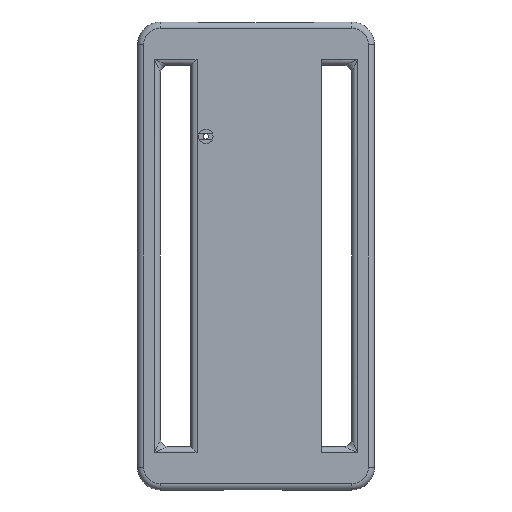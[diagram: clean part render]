
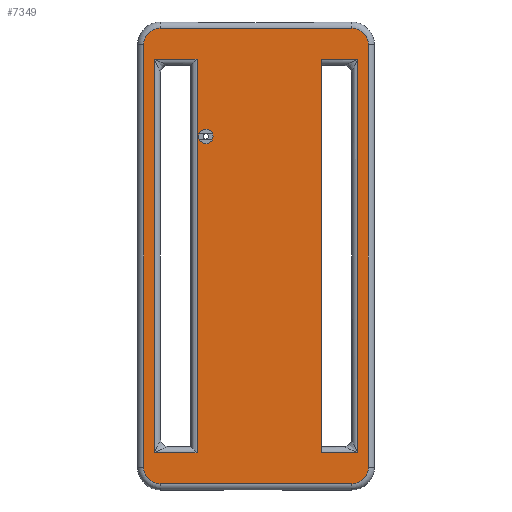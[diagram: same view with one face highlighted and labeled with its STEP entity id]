
A CAD part, front view. The second image highlights one B-rep face of the part: STEP entity #7349.
In plain terms, the highlighted planar face has unit normal (0, -1, 0).
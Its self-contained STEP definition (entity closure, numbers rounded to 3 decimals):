
#17 = DIRECTION ( 'NONE',  ( 0., 1., 0. ) ) ;
#40 = EDGE_CURVE ( 'NONE', #3442, #7594, #299, .T. ) ;
#124 = DIRECTION ( 'NONE',  ( 1., 0., 0. ) ) ;
#203 = EDGE_CURVE ( 'NONE', #7594, #3971, #6666, .T. ) ;
#256 = FACE_BOUND ( 'NONE', #2713, .T. ) ;
#299 = LINE ( 'NONE', #7540, #2342 ) ;
#300 = EDGE_CURVE ( 'NONE', #1852, #6022, #5416, .T. ) ;
#337 = FACE_OUTER_BOUND ( 'NONE', #7670, .T. ) ;
#372 = DIRECTION ( 'NONE',  ( 0., 1., 0. ) ) ;
#387 = LINE ( 'NONE', #7003, #6721 ) ;
#392 = CARTESIAN_POINT ( 'NONE',  ( 13.33, 0., 39.85 ) ) ;
#397 = EDGE_CURVE ( 'NONE', #4884, #612, #2424, .T. ) ;
#457 = VECTOR ( 'NONE', #2051, 1000. ) ;
#460 = DIRECTION ( 'NONE',  ( 0., 0., 1. ) ) ;
#533 = DIRECTION ( 'NONE',  ( 0., 1., 0. ) ) ;
#553 = VECTOR ( 'NONE', #7489, 1000. ) ;
#569 = CARTESIAN_POINT ( 'NONE',  ( -7.73, 0., 39.85 ) ) ;
#612 = VERTEX_POINT ( 'NONE', #3965 ) ;
#649 = CIRCLE ( 'NONE', #5069, 0.95 ) ;
#797 = CARTESIAN_POINT ( 'NONE',  ( 12.53, 0., -15.825 ) ) ;
#802 = ORIENTED_EDGE ( 'NONE', *, *, #397, .T. ) ;
#839 = CARTESIAN_POINT ( 'NONE',  ( 8.53, 0., 0. ) ) ;
#986 = VERTEX_POINT ( 'NONE', #4051 ) ;
#1042 = CARTESIAN_POINT ( 'NONE',  ( -6.58, 0., 29.725 ) ) ;
#1086 = AXIS2_PLACEMENT_3D ( 'NONE', #5265, #17, #2943 ) ;
#1105 = ORIENTED_EDGE ( 'NONE', *, *, #7667, .T. ) ;
#1157 = AXIS2_PLACEMENT_3D ( 'NONE', #3815, #6261, #5031 ) ;
#1189 = EDGE_LOOP ( 'NONE', ( #802, #1701 ) ) ;
#1219 = CIRCLE ( 'NONE', #3485, 2.2 ) ;
#1221 = EDGE_LOOP ( 'NONE', ( #5418, #3692, #2386, #6531 ) ) ;
#1238 = CARTESIAN_POINT ( 'NONE',  ( -14.73, 0., -16.625 ) ) ;
#1312 = AXIS2_PLACEMENT_3D ( 'NONE', #1483, #372, #2785 ) ;
#1382 = EDGE_CURVE ( 'NONE', #612, #4884, #649, .T. ) ;
#1387 = CARTESIAN_POINT ( 'NONE',  ( -12.53, 0., 43.925 ) ) ;
#1483 = CARTESIAN_POINT ( 'NONE',  ( 0., 0., 0. ) ) ;
#1523 = FACE_BOUND ( 'NONE', #1189, .T. ) ;
#1580 = CARTESIAN_POINT ( 'NONE',  ( -12.53, 0., 41.725 ) ) ;
#1687 = EDGE_CURVE ( 'NONE', #986, #5415, #5059, .T. ) ;
#1701 = ORIENTED_EDGE ( 'NONE', *, *, #1382, .T. ) ;
#1852 = VERTEX_POINT ( 'NONE', #4106 ) ;
#1875 = DIRECTION ( 'NONE',  ( 1., 0., 0. ) ) ;
#1916 = AXIS2_PLACEMENT_3D ( 'NONE', #4022, #3426, #6922 ) ;
#2004 = CARTESIAN_POINT ( 'NONE',  ( -12.53, 0., -15.825 ) ) ;
#2029 = DIRECTION ( 'NONE',  ( 0., 0., 1. ) ) ;
#2051 = DIRECTION ( 'NONE',  ( -1., 0., 0. ) ) ;
#2108 = EDGE_CURVE ( 'NONE', #1852, #5415, #1219, .T. ) ;
#2121 = DIRECTION ( 'NONE',  ( 0., 0., 1. ) ) ;
#2225 = CIRCLE ( 'NONE', #3483, 2.2 ) ;
#2342 = VECTOR ( 'NONE', #4527, 1000. ) ;
#2386 = ORIENTED_EDGE ( 'NONE', *, *, #203, .T. ) ;
#2388 = LINE ( 'NONE', #4195, #3945 ) ;
#2424 = CIRCLE ( 'NONE', #1157, 0.95 ) ;
#2522 = ORIENTED_EDGE ( 'NONE', *, *, #300, .T. ) ;
#2579 = VECTOR ( 'NONE', #3125, 1000. ) ;
#2610 = DIRECTION ( 'NONE',  ( 0., 0., -1. ) ) ;
#2622 = CARTESIAN_POINT ( 'NONE',  ( 0., 0., 43.925 ) ) ;
#2644 = LINE ( 'NONE', #7306, #457 ) ;
#2695 = DIRECTION ( 'NONE',  ( 0., 0., 1. ) ) ;
#2704 = ORIENTED_EDGE ( 'NONE', *, *, #4249, .T. ) ;
#2707 = VECTOR ( 'NONE', #2029, 1000. ) ;
#2713 = EDGE_LOOP ( 'NONE', ( #1105, #7630, #2704, #3665 ) ) ;
#2747 = DIRECTION ( 'NONE',  ( 0., 1., 0. ) ) ;
#2767 = DIRECTION ( 'NONE',  ( 1., 0., 0. ) ) ;
#2785 = DIRECTION ( 'NONE',  ( 0., 0., 1. ) ) ;
#2943 = DIRECTION ( 'NONE',  ( 0., 0., 1. ) ) ;
#3090 = DIRECTION ( 'NONE',  ( -1., 0., 0. ) ) ;
#3113 = CARTESIAN_POINT ( 'NONE',  ( 13.33, 0., -10.95 ) ) ;
#3125 = DIRECTION ( 'NONE',  ( -1., 0., 0. ) ) ;
#3426 = DIRECTION ( 'NONE',  ( 0., 1., 0. ) ) ;
#3442 = VERTEX_POINT ( 'NONE', #4206 ) ;
#3483 = AXIS2_PLACEMENT_3D ( 'NONE', #4758, #533, #460 ) ;
#3485 = AXIS2_PLACEMENT_3D ( 'NONE', #1580, #5799, #2695 ) ;
#3579 = ORIENTED_EDGE ( 'NONE', *, *, #7660, .T. ) ;
#3665 = ORIENTED_EDGE ( 'NONE', *, *, #3946, .T. ) ;
#3692 = ORIENTED_EDGE ( 'NONE', *, *, #40, .T. ) ;
#3772 = VERTEX_POINT ( 'NONE', #4715 ) ;
#3797 = LINE ( 'NONE', #3113, #7357 ) ;
#3815 = CARTESIAN_POINT ( 'NONE',  ( -6.58, 0., 29.725 ) ) ;
#3851 = LINE ( 'NONE', #839, #2707 ) ;
#3920 = CARTESIAN_POINT ( 'NONE',  ( 14.73, 0., 0. ) ) ;
#3945 = VECTOR ( 'NONE', #3090, 1000. ) ;
#3946 = EDGE_CURVE ( 'NONE', #3772, #4974, #2388, .T. ) ;
#3965 = CARTESIAN_POINT ( 'NONE',  ( -6.58, 0., 30.675 ) ) ;
#3971 = VERTEX_POINT ( 'NONE', #569 ) ;
#3982 = EDGE_CURVE ( 'NONE', #3971, #4767, #7254, .T. ) ;
#4014 = CARTESIAN_POINT ( 'NONE',  ( 14.73, 0., 41.725 ) ) ;
#4022 = CARTESIAN_POINT ( 'NONE',  ( -12.53, 0., -13.625 ) ) ;
#4035 = VERTEX_POINT ( 'NONE', #392 ) ;
#4051 = CARTESIAN_POINT ( 'NONE',  ( 12.53, 0., 43.925 ) ) ;
#4091 = VERTEX_POINT ( 'NONE', #7162 ) ;
#4106 = CARTESIAN_POINT ( 'NONE',  ( -14.73, 0., 41.725 ) ) ;
#4195 = CARTESIAN_POINT ( 'NONE',  ( 0., 0., -11.75 ) ) ;
#4206 = CARTESIAN_POINT ( 'NONE',  ( -13.33, 0., -11.75 ) ) ;
#4234 = DIRECTION ( 'NONE',  ( 0., 0., -1. ) ) ;
#4249 = EDGE_CURVE ( 'NONE', #4035, #3772, #3797, .T. ) ;
#4527 = DIRECTION ( 'NONE',  ( 0., 0., 1. ) ) ;
#4603 = VECTOR ( 'NONE', #6705, 1000. ) ;
#4715 = CARTESIAN_POINT ( 'NONE',  ( 13.33, 0., -11.75 ) ) ;
#4758 = CARTESIAN_POINT ( 'NONE',  ( 12.53, 0., 41.725 ) ) ;
#4767 = VERTEX_POINT ( 'NONE', #4837 ) ;
#4829 = VECTOR ( 'NONE', #124, 1000. ) ;
#4837 = CARTESIAN_POINT ( 'NONE',  ( -7.73, 0., -11.75 ) ) ;
#4881 = ORIENTED_EDGE ( 'NONE', *, *, #7533, .T. ) ;
#4884 = VERTEX_POINT ( 'NONE', #5750 ) ;
#4908 = CARTESIAN_POINT ( 'NONE',  ( -7.73, 0., -10.95 ) ) ;
#4941 = CARTESIAN_POINT ( 'NONE',  ( -13.33, 0., 39.85 ) ) ;
#4950 = CARTESIAN_POINT ( 'NONE',  ( 8.53, 0., 39.85 ) ) ;
#4974 = VERTEX_POINT ( 'NONE', #6507 ) ;
#5031 = DIRECTION ( 'NONE',  ( 0., 0., 1. ) ) ;
#5059 = LINE ( 'NONE', #2622, #2579 ) ;
#5069 = AXIS2_PLACEMENT_3D ( 'NONE', #1042, #2747, #2121 ) ;
#5076 = VECTOR ( 'NONE', #4234, 1000. ) ;
#5144 = VERTEX_POINT ( 'NONE', #4950 ) ;
#5157 = CARTESIAN_POINT ( 'NONE',  ( -14.73, 0., -13.625 ) ) ;
#5265 = CARTESIAN_POINT ( 'NONE',  ( 12.53, 0., -13.625 ) ) ;
#5415 = VERTEX_POINT ( 'NONE', #1387 ) ;
#5416 = LINE ( 'NONE', #1238, #4603 ) ;
#5418 = ORIENTED_EDGE ( 'NONE', *, *, #6675, .T. ) ;
#5449 = LINE ( 'NONE', #5528, #4829 ) ;
#5528 = CARTESIAN_POINT ( 'NONE',  ( 15.53, 0., -15.825 ) ) ;
#5550 = EDGE_CURVE ( 'NONE', #5144, #4035, #387, .T. ) ;
#5607 = VECTOR ( 'NONE', #1875, 1000. ) ;
#5663 = FACE_BOUND ( 'NONE', #1221, .T. ) ;
#5668 = EDGE_CURVE ( 'NONE', #7244, #6022, #7603, .T. ) ;
#5750 = CARTESIAN_POINT ( 'NONE',  ( -6.58, 0., 28.775 ) ) ;
#5779 = PLANE ( 'NONE',  #1312 ) ;
#5799 = DIRECTION ( 'NONE',  ( 0., 1., 0. ) ) ;
#6022 = VERTEX_POINT ( 'NONE', #5157 ) ;
#6053 = ORIENTED_EDGE ( 'NONE', *, *, #6985, .F. ) ;
#6261 = DIRECTION ( 'NONE',  ( 0., 1., 0. ) ) ;
#6397 = ORIENTED_EDGE ( 'NONE', *, *, #1687, .T. ) ;
#6507 = CARTESIAN_POINT ( 'NONE',  ( 8.53, 0., -11.75 ) ) ;
#6531 = ORIENTED_EDGE ( 'NONE', *, *, #3982, .T. ) ;
#6666 = LINE ( 'NONE', #7804, #5607 ) ;
#6675 = EDGE_CURVE ( 'NONE', #4767, #3442, #2644, .T. ) ;
#6705 = DIRECTION ( 'NONE',  ( 0., 0., -1. ) ) ;
#6721 = VECTOR ( 'NONE', #2767, 1000. ) ;
#6922 = DIRECTION ( 'NONE',  ( 0., 0., 1. ) ) ;
#6951 = ORIENTED_EDGE ( 'NONE', *, *, #2108, .F. ) ;
#6976 = VERTEX_POINT ( 'NONE', #4014 ) ;
#6985 = EDGE_CURVE ( 'NONE', #4091, #7539, #7154, .T. ) ;
#7003 = CARTESIAN_POINT ( 'NONE',  ( 12.53, 0., 39.85 ) ) ;
#7017 = EDGE_CURVE ( 'NONE', #986, #6976, #2225, .T. ) ;
#7154 = CIRCLE ( 'NONE', #1086, 2.2 ) ;
#7162 = CARTESIAN_POINT ( 'NONE',  ( 14.73, 0., -13.625 ) ) ;
#7244 = VERTEX_POINT ( 'NONE', #2004 ) ;
#7254 = LINE ( 'NONE', #4908, #5076 ) ;
#7306 = CARTESIAN_POINT ( 'NONE',  ( -12.53, 0., -11.75 ) ) ;
#7349 = ADVANCED_FACE ( 'NONE', ( #5663, #256, #1523, #337 ), #5779, .F. ) ;
#7357 = VECTOR ( 'NONE', #2610, 1000. ) ;
#7382 = ORIENTED_EDGE ( 'NONE', *, *, #7017, .F. ) ;
#7489 = DIRECTION ( 'NONE',  ( 0., 0., 1. ) ) ;
#7533 = EDGE_CURVE ( 'NONE', #7244, #7539, #5449, .T. ) ;
#7539 = VERTEX_POINT ( 'NONE', #797 ) ;
#7540 = CARTESIAN_POINT ( 'NONE',  ( -13.33, 0., 0. ) ) ;
#7565 = LINE ( 'NONE', #3920, #553 ) ;
#7594 = VERTEX_POINT ( 'NONE', #4941 ) ;
#7603 = CIRCLE ( 'NONE', #1916, 2.2 ) ;
#7630 = ORIENTED_EDGE ( 'NONE', *, *, #5550, .T. ) ;
#7660 = EDGE_CURVE ( 'NONE', #4091, #6976, #7565, .T. ) ;
#7667 = EDGE_CURVE ( 'NONE', #4974, #5144, #3851, .T. ) ;
#7670 = EDGE_LOOP ( 'NONE', ( #7382, #6397, #6951, #2522, #7675, #4881, #6053, #3579 ) ) ;
#7675 = ORIENTED_EDGE ( 'NONE', *, *, #5668, .F. ) ;
#7804 = CARTESIAN_POINT ( 'NONE',  ( 0., 0., 39.85 ) ) ;
